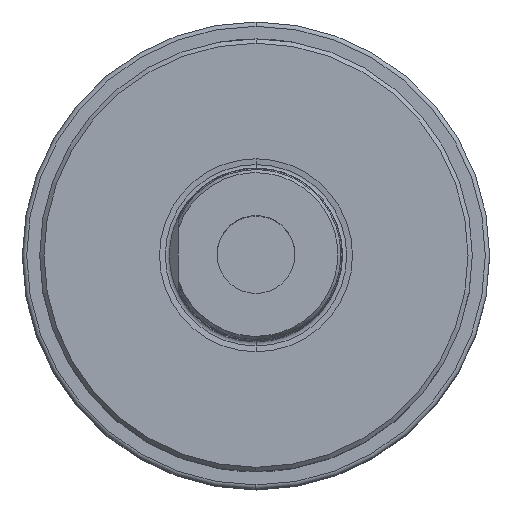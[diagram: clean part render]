
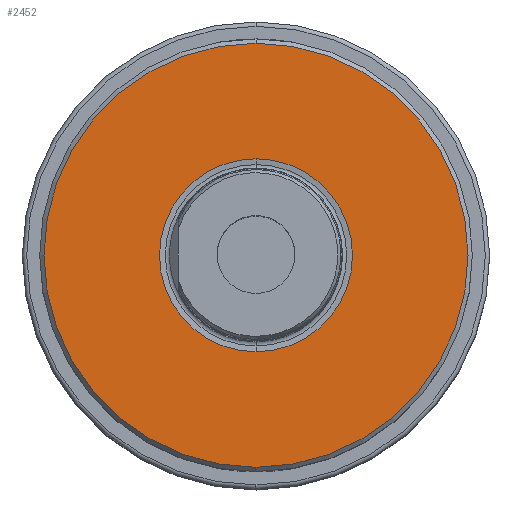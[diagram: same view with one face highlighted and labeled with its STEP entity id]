
A CAD part, top view. The second image highlights one B-rep face of the part: STEP entity #2452.
In plain terms, the highlighted planar face has unit normal (0, 0, 1).
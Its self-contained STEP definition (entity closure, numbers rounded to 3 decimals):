
#339=CARTESIAN_POINT('',(0,0,-51));
#340=DIRECTION('',(0,0,-1));
#341=DIRECTION('',(0,1,0));
#342=AXIS2_PLACEMENT_3D('',#339,#340,#341);
#352=CARTESIAN_POINT('',(0,0,-51));
#353=DIRECTION('',(0,0,1));
#354=DIRECTION('',(0,1,0));
#355=AXIS2_PLACEMENT_3D('',#352,#353,#354);
#357=CARTESIAN_POINT('',(0,0,-51));
#358=DIRECTION('',(0,0,1));
#359=DIRECTION('',(0,1,0));
#360=AXIS2_PLACEMENT_3D('',#357,#358,#359);
#362=CARTESIAN_POINT('',(0,0,-51));
#363=DIRECTION('',(0,0,1));
#364=DIRECTION('',(0,-1,0));
#365=AXIS2_PLACEMENT_3D('',#362,#363,#364);
#1691=CARTESIAN_POINT('',(0,11.153,-51));
#1693=VERTEX_POINT('',#1691);
#1703=CARTESIAN_POINT('',(0,-11.153,-51));
#1705=VERTEX_POINT('',#1703);
#1719=CARTESIAN_POINT('',(0.,24.5,-51));
#1720=CARTESIAN_POINT('',(0.,-24.5,-51));
#1721=VERTEX_POINT('',#1719);
#1722=VERTEX_POINT('',#1720);
#2437=CARTESIAN_POINT('',(0,0,-51));
#2438=DIRECTION('',(0,0,-1));
#2439=DIRECTION('',(0,-1,0));
#2440=AXIS2_PLACEMENT_3D('',#2437,#2438,#2439);
#2441=PLANE('',#2440);
#2443=ORIENTED_EDGE('',*,*,#2442,.F.);
#2445=ORIENTED_EDGE('',*,*,#2444,.F.);
#2446=EDGE_LOOP('',(#2443,#2445));
#2447=FACE_OUTER_BOUND('',#2446,.F.);
#2448=ORIENTED_EDGE('',*,*,#2432,.T.);
#2449=ORIENTED_EDGE('',*,*,#2416,.F.);
#2450=EDGE_LOOP('',(#2448,#2449));
#2451=FACE_BOUND('',#2450,.F.);
#2452=ADVANCED_FACE('',(#2447,#2451),#2441,.F.);
#343=CIRCLE('',#342,11.153);
#356=CIRCLE('',#355,11.153);
#361=CIRCLE('',#360,24.5);
#366=CIRCLE('',#365,24.5);
#2416=EDGE_CURVE('',#1693,#1705,#343,.T.);
#2432=EDGE_CURVE('',#1693,#1705,#356,.T.);
#2442=EDGE_CURVE('',#1721,#1722,#361,.T.);
#2444=EDGE_CURVE('',#1722,#1721,#366,.T.);
